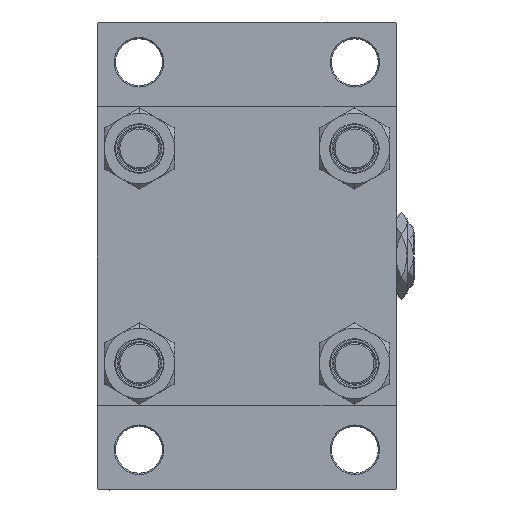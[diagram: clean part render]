
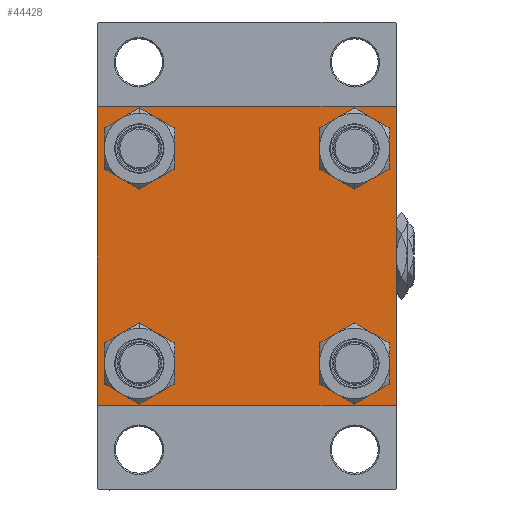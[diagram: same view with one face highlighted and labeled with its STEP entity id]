
A CAD part, left-side view. The second image highlights one B-rep face of the part: STEP entity #44428.
In plain terms, the highlighted planar face has unit normal (-1, 0, 0).
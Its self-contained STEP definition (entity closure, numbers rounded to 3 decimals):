
#187 = DIRECTION ( 'NONE',  ( 0., -0.707, -0.707 ) ) ;
#217 = LINE ( 'NONE', #45716, #21219 ) ;
#219 = VERTEX_POINT ( 'NONE', #11137 ) ;
#507 = CARTESIAN_POINT ( 'NONE',  ( 0., 41.35, -49.85 ) ) ;
#1015 = DIRECTION ( 'NONE',  ( 0., 0., 1. ) ) ;
#1039 = EDGE_CURVE ( 'NONE', #25196, #20117, #2149, .T. ) ;
#1269 = EDGE_LOOP ( 'NONE', ( #48294, #9061 ) ) ;
#1314 = CARTESIAN_POINT ( 'NONE',  ( 0., -57., -57.5 ) ) ;
#1667 = CARTESIAN_POINT ( 'NONE',  ( 0., 57., 57.5 ) ) ;
#1841 = VERTEX_POINT ( 'NONE', #2484 ) ;
#1937 = DIRECTION ( 'NONE',  ( 0., 0., 1. ) ) ;
#1950 = CARTESIAN_POINT ( 'NONE',  ( 0., 41.35, 49.85 ) ) ;
#2063 = AXIS2_PLACEMENT_3D ( 'NONE', #22708, #40967, #37939 ) ;
#2149 = CIRCLE ( 'NONE', #30058, 8.5 ) ;
#2484 = CARTESIAN_POINT ( 'NONE',  ( 0., 57.5, 57. ) ) ;
#2975 = EDGE_CURVE ( 'NONE', #41959, #219, #7055, .T. ) ;
#3045 = AXIS2_PLACEMENT_3D ( 'NONE', #28348, #43609, #5883 ) ;
#4739 = DIRECTION ( 'NONE',  ( 0., 0., 1. ) ) ;
#5082 = AXIS2_PLACEMENT_3D ( 'NONE', #24904, #20667, #1937 ) ;
#5130 = EDGE_CURVE ( 'NONE', #31880, #9002, #26249, .T. ) ;
#5658 = EDGE_CURVE ( 'NONE', #32228, #7210, #18968, .T. ) ;
#5883 = DIRECTION ( 'NONE',  ( 0., 0., 1. ) ) ;
#5946 = ORIENTED_EDGE ( 'NONE', *, *, #12857, .T. ) ;
#6113 = CARTESIAN_POINT ( 'NONE',  ( 0., -41.35, -41.35 ) ) ;
#6270 = EDGE_CURVE ( 'NONE', #1841, #12885, #18423, .T. ) ;
#6733 = LINE ( 'NONE', #33921, #42110 ) ;
#7055 = CIRCLE ( 'NONE', #3045, 8.5 ) ;
#7210 = VERTEX_POINT ( 'NONE', #45140 ) ;
#7636 = DIRECTION ( 'NONE',  ( 0., 0., 1. ) ) ;
#7913 = AXIS2_PLACEMENT_3D ( 'NONE', #34727, #16235, #8524 ) ;
#8047 = EDGE_CURVE ( 'NONE', #219, #41959, #45391, .T. ) ;
#8189 = VERTEX_POINT ( 'NONE', #49451 ) ;
#8524 = DIRECTION ( 'NONE',  ( 0., 0., 1. ) ) ;
#8538 = VERTEX_POINT ( 'NONE', #1314 ) ;
#9002 = VERTEX_POINT ( 'NONE', #19745 ) ;
#9061 = ORIENTED_EDGE ( 'NONE', *, *, #19803, .T. ) ;
#9259 = CARTESIAN_POINT ( 'NONE',  ( 0., 57., -57.5 ) ) ;
#10684 = CARTESIAN_POINT ( 'NONE',  ( 0., 57.5, -57.5 ) ) ;
#10964 = CARTESIAN_POINT ( 'NONE',  ( 0., 41.35, 41.35 ) ) ;
#11137 = CARTESIAN_POINT ( 'NONE',  ( 0., -41.35, 32.85 ) ) ;
#11315 = LINE ( 'NONE', #29786, #31261 ) ;
#11745 = PLANE ( 'NONE',  #28620 ) ;
#12857 = EDGE_CURVE ( 'NONE', #22490, #8538, #44907, .T. ) ;
#12885 = VERTEX_POINT ( 'NONE', #34367 ) ;
#13265 = EDGE_LOOP ( 'NONE', ( #28793, #36713 ) ) ;
#13763 = CARTESIAN_POINT ( 'NONE',  ( 0., -57.25, -57.25 ) ) ;
#15049 = EDGE_CURVE ( 'NONE', #16067, #17439, #11315, .T. ) ;
#15349 = VERTEX_POINT ( 'NONE', #1667 ) ;
#16006 = EDGE_LOOP ( 'NONE', ( #48526, #34128 ) ) ;
#16067 = VERTEX_POINT ( 'NONE', #39021 ) ;
#16235 = DIRECTION ( 'NONE',  ( 1., 0., 0. ) ) ;
#17158 = EDGE_LOOP ( 'NONE', ( #48517, #38171 ) ) ;
#17439 = VERTEX_POINT ( 'NONE', #29108 ) ;
#18188 = VECTOR ( 'NONE', #18673, 1000. ) ;
#18423 = LINE ( 'NONE', #29913, #18188 ) ;
#18522 = CIRCLE ( 'NONE', #28872, 8.5 ) ;
#18673 = DIRECTION ( 'NONE',  ( 0., 0., -1. ) ) ;
#18968 = CIRCLE ( 'NONE', #43028, 8.5 ) ;
#19219 = DIRECTION ( 'NONE',  ( -1., 0., 0. ) ) ;
#19510 = CARTESIAN_POINT ( 'NONE',  ( 0., -41.35, -41.35 ) ) ;
#19745 = CARTESIAN_POINT ( 'NONE',  ( 0., -41.35, -49.85 ) ) ;
#19803 = EDGE_CURVE ( 'NONE', #9002, #31880, #18522, .T. ) ;
#20117 = VERTEX_POINT ( 'NONE', #1950 ) ;
#20239 = ORIENTED_EDGE ( 'NONE', *, *, #23880, .T. ) ;
#20667 = DIRECTION ( 'NONE',  ( 1., 0., 0. ) ) ;
#21095 = DIRECTION ( 'NONE',  ( 1., 0., 0. ) ) ;
#21219 = VECTOR ( 'NONE', #44980, 1000. ) ;
#22490 = VERTEX_POINT ( 'NONE', #9259 ) ;
#22708 = CARTESIAN_POINT ( 'NONE',  ( 0., 41.35, 41.35 ) ) ;
#22852 = CARTESIAN_POINT ( 'NONE',  ( 0., 41.35, -41.35 ) ) ;
#23577 = ORIENTED_EDGE ( 'NONE', *, *, #6270, .T. ) ;
#23831 = AXIS2_PLACEMENT_3D ( 'NONE', #6113, #21095, #35583 ) ;
#23880 = EDGE_CURVE ( 'NONE', #15349, #1841, #40902, .T. ) ;
#24632 = VECTOR ( 'NONE', #28492, 1000. ) ;
#24880 = ORIENTED_EDGE ( 'NONE', *, *, #34692, .F. ) ;
#24904 = CARTESIAN_POINT ( 'NONE',  ( 0., 41.35, -41.35 ) ) ;
#25196 = VERTEX_POINT ( 'NONE', #30703 ) ;
#25746 = CARTESIAN_POINT ( 'NONE',  ( 0., -41.35, 49.85 ) ) ;
#26249 = CIRCLE ( 'NONE', #23831, 8.5 ) ;
#26384 = VECTOR ( 'NONE', #36656, 1000. ) ;
#26501 = ORIENTED_EDGE ( 'NONE', *, *, #42398, .F. ) ;
#26558 = VECTOR ( 'NONE', #38126, 1000. ) ;
#27583 = CIRCLE ( 'NONE', #2063, 8.5 ) ;
#28348 = CARTESIAN_POINT ( 'NONE',  ( 0., -41.35, 41.35 ) ) ;
#28492 = DIRECTION ( 'NONE',  ( 0., -0.707, 0.707 ) ) ;
#28543 = EDGE_CURVE ( 'NONE', #7210, #32228, #28985, .T. ) ;
#28620 = AXIS2_PLACEMENT_3D ( 'NONE', #38706, #19219, #4739 ) ;
#28716 = ORIENTED_EDGE ( 'NONE', *, *, #15049, .T. ) ;
#28793 = ORIENTED_EDGE ( 'NONE', *, *, #28543, .T. ) ;
#28872 = AXIS2_PLACEMENT_3D ( 'NONE', #19510, #38988, #1015 ) ;
#28985 = CIRCLE ( 'NONE', #5082, 8.5 ) ;
#29108 = CARTESIAN_POINT ( 'NONE',  ( 0., -57., 57.5 ) ) ;
#29786 = CARTESIAN_POINT ( 'NONE',  ( 0., -57.25, 57.25 ) ) ;
#29913 = CARTESIAN_POINT ( 'NONE',  ( 0., 57.5, 57.5 ) ) ;
#30058 = AXIS2_PLACEMENT_3D ( 'NONE', #10964, #37919, #49445 ) ;
#30703 = CARTESIAN_POINT ( 'NONE',  ( 0., 41.35, 32.85 ) ) ;
#31261 = VECTOR ( 'NONE', #33539, 1000. ) ;
#31505 = EDGE_CURVE ( 'NONE', #12885, #22490, #38656, .T. ) ;
#31880 = VERTEX_POINT ( 'NONE', #43847 ) ;
#31996 = LINE ( 'NONE', #13763, #24632 ) ;
#32228 = VERTEX_POINT ( 'NONE', #507 ) ;
#32292 = EDGE_LOOP ( 'NONE', ( #23577, #47085, #5946, #36636, #24880, #28716, #26501, #20239 ) ) ;
#33539 = DIRECTION ( 'NONE',  ( 0., 0.707, 0.707 ) ) ;
#33921 = CARTESIAN_POINT ( 'NONE',  ( 0., 57.5, 57.5 ) ) ;
#34128 = ORIENTED_EDGE ( 'NONE', *, *, #8047, .T. ) ;
#34208 = FACE_BOUND ( 'NONE', #1269, .T. ) ;
#34367 = CARTESIAN_POINT ( 'NONE',  ( 0., 57.5, -57. ) ) ;
#34673 = EDGE_CURVE ( 'NONE', #20117, #25196, #27583, .T. ) ;
#34692 = EDGE_CURVE ( 'NONE', #16067, #8189, #217, .T. ) ;
#34727 = CARTESIAN_POINT ( 'NONE',  ( 0., -41.35, 41.35 ) ) ;
#34860 = CARTESIAN_POINT ( 'NONE',  ( 0., 57.25, 57.25 ) ) ;
#35583 = DIRECTION ( 'NONE',  ( 0., 0., 1. ) ) ;
#36636 = ORIENTED_EDGE ( 'NONE', *, *, #44195, .T. ) ;
#36656 = DIRECTION ( 'NONE',  ( 0., -1., 0. ) ) ;
#36713 = ORIENTED_EDGE ( 'NONE', *, *, #5658, .T. ) ;
#37919 = DIRECTION ( 'NONE',  ( 1., 0., 0. ) ) ;
#37939 = DIRECTION ( 'NONE',  ( 0., 0., 1. ) ) ;
#38126 = DIRECTION ( 'NONE',  ( 0., 0.707, -0.707 ) ) ;
#38171 = ORIENTED_EDGE ( 'NONE', *, *, #1039, .T. ) ;
#38459 = FACE_BOUND ( 'NONE', #13265, .T. ) ;
#38656 = LINE ( 'NONE', #39142, #41868 ) ;
#38706 = CARTESIAN_POINT ( 'NONE',  ( 0., 0., 0. ) ) ;
#38988 = DIRECTION ( 'NONE',  ( 1., 0., 0. ) ) ;
#39021 = CARTESIAN_POINT ( 'NONE',  ( 0., -57.5, 57. ) ) ;
#39142 = CARTESIAN_POINT ( 'NONE',  ( 0., 57.25, -57.25 ) ) ;
#39191 = FACE_OUTER_BOUND ( 'NONE', #32292, .T. ) ;
#40902 = LINE ( 'NONE', #34860, #26558 ) ;
#40967 = DIRECTION ( 'NONE',  ( 1., 0., 0. ) ) ;
#41868 = VECTOR ( 'NONE', #187, 1000. ) ;
#41959 = VERTEX_POINT ( 'NONE', #25746 ) ;
#42110 = VECTOR ( 'NONE', #45691, 1000. ) ;
#42216 = FACE_BOUND ( 'NONE', #17158, .T. ) ;
#42398 = EDGE_CURVE ( 'NONE', #15349, #17439, #6733, .T. ) ;
#43028 = AXIS2_PLACEMENT_3D ( 'NONE', #22852, #46117, #7636 ) ;
#43609 = DIRECTION ( 'NONE',  ( 1., 0., 0. ) ) ;
#43847 = CARTESIAN_POINT ( 'NONE',  ( 0., -41.35, -32.85 ) ) ;
#44195 = EDGE_CURVE ( 'NONE', #8538, #8189, #31996, .T. ) ;
#44428 = ADVANCED_FACE ( 'NONE', ( #49487, #34208, #38459, #42216, #39191 ), #11745, .T. ) ;
#44907 = LINE ( 'NONE', #10684, #26384 ) ;
#44980 = DIRECTION ( 'NONE',  ( 0., 0., -1. ) ) ;
#45140 = CARTESIAN_POINT ( 'NONE',  ( 0., 41.35, -32.85 ) ) ;
#45391 = CIRCLE ( 'NONE', #7913, 8.5 ) ;
#45691 = DIRECTION ( 'NONE',  ( 0., -1., 0. ) ) ;
#45716 = CARTESIAN_POINT ( 'NONE',  ( 0., -57.5, 57.5 ) ) ;
#46117 = DIRECTION ( 'NONE',  ( 1., 0., 0. ) ) ;
#47085 = ORIENTED_EDGE ( 'NONE', *, *, #31505, .T. ) ;
#48294 = ORIENTED_EDGE ( 'NONE', *, *, #5130, .T. ) ;
#48517 = ORIENTED_EDGE ( 'NONE', *, *, #34673, .T. ) ;
#48526 = ORIENTED_EDGE ( 'NONE', *, *, #2975, .T. ) ;
#49445 = DIRECTION ( 'NONE',  ( 0., 0., 1. ) ) ;
#49451 = CARTESIAN_POINT ( 'NONE',  ( 0., -57.5, -57. ) ) ;
#49487 = FACE_BOUND ( 'NONE', #16006, .T. ) ;
